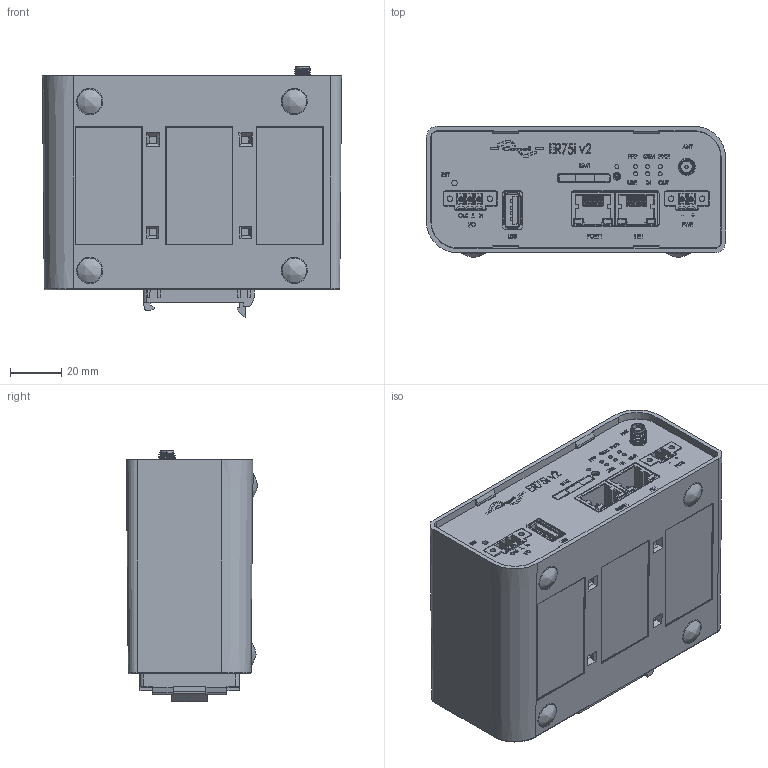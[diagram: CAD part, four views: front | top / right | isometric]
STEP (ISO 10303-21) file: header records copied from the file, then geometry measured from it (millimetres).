
FILE_DESCRIPTION (( 'STEP AP214' ), '1' );
FILE_NAME ('ER75i_v2B_plast.STEP', '2019-02-05T12:24:04', ( '' ), ( '' ), 'SwSTEP 2.0', 'SolidWorks 2018', '' );
FILE_SCHEMA (( 'AUTOMOTIVE_DESIGN' ));
Length unit declared in the file: millimetre
Products named in the file (16): CKK2_BRBV211_celo_380; ER75i_v2B_plast; SIM_holder; B_RB-V2-11_2_ports; 5075AUR-04WH_(USB-A)_D‚faut; 691325110002(v2_pwr); MODEL_RJ45_METAL; PCB-RB-V2-11; BB-CPD2-x_BB-CPD2-G; SIM_912283001___ _________; 691325110003(v2_io); PCB-ER-75I-V2-4; WSA-0804-02-01_(SMA); B_ER_75I_V2_4_1sim_1ant; CPK2_box; V2_ER75_2p_1sim_1rf
Assembly tree (16 placements, depth 4):
  ER75i_v2B_plast
    CPK2_box
    V2_ER75_2p_1sim_1rf
      B_RB-V2-11_2_ports
        PCB-RB-V2-11
        691325110002(v2_pwr)
        691325110003(v2_io)
        MODEL_RJ45_METAL  x2
        5075AUR-04WH_(USB-A)_D‚faut
      B_ER_75I_V2_4_1sim_1ant
        PCB-ER-75I-V2-4
        SIM_912283001___ _________
        WSA-0804-02-01_(SMA)
        SIM_holder
    CKK2_BRBV211_celo_380
    BB-CPD2-x_BB-CPD2-G
Bounding box: 116.96 x 51.31 x 98.51 mm (x, y, z)
Volume: 44889 mm3; surface area: 129540.5 mm2
Topology: 21 solids, 24 shells, 5181 faces, 14494 edges, 9474 vertices
Faces by surface type: plane 3645, cylinder 962, bspline 418, torus 112, cone 44
Entity records: 367834 total; most frequent: CARTESIAN_POINT 210333, ORIENTED_EDGE 27454, DIRECTION 22754, EDGE_CURVE 13730, VECTOR 10838, LINE 10838, VERTEX_POINT 9018, AXIS2_PLACEMENT_3D 5958
